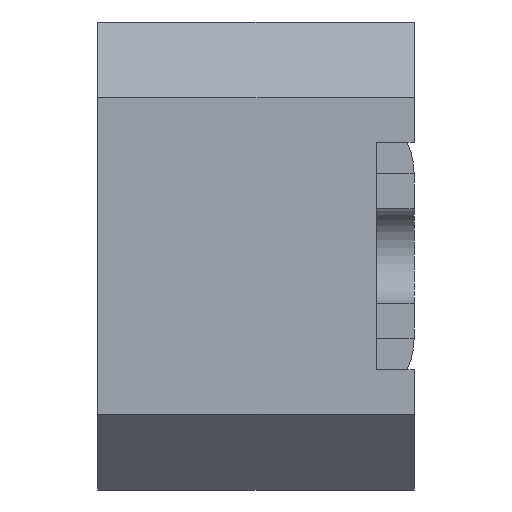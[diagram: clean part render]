
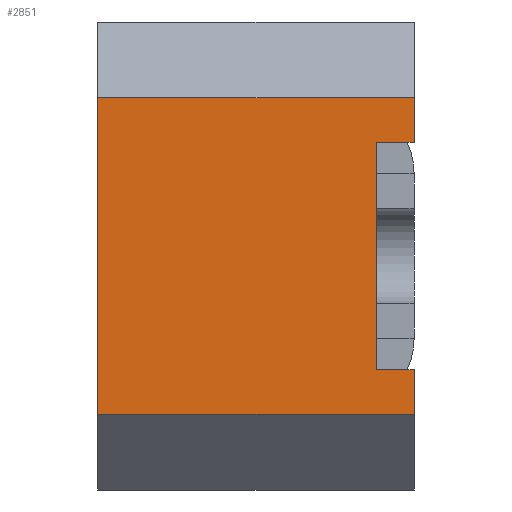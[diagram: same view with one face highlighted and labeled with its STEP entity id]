
A CAD part, left-side view. The second image highlights one B-rep face of the part: STEP entity #2851.
In plain terms, the highlighted planar face has unit normal (-1, 0, 0).
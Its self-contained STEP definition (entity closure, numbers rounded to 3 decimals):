
#8 = ORIENTED_EDGE ( 'NONE', *, *, #1530, .F. ) ;
#315 = CARTESIAN_POINT ( 'NONE',  ( -1.85, -2.2, 0. ) ) ;
#374 = VECTOR ( 'NONE', #2686, 1000. ) ;
#513 = LINE ( 'NONE', #1693, #3114 ) ;
#563 = VERTEX_POINT ( 'NONE', #2593 ) ;
#623 = PLANE ( 'NONE',  #1205 ) ;
#633 = LINE ( 'NONE', #2951, #374 ) ;
#696 = LINE ( 'NONE', #1858, #2794 ) ;
#825 = LINE ( 'NONE', #3111, #2446 ) ;
#872 = VERTEX_POINT ( 'NONE', #3536 ) ;
#941 = DIRECTION ( 'NONE',  ( 0., 0., -1. ) ) ;
#995 = CARTESIAN_POINT ( 'NONE',  ( -1.85, -2.2, 0.9 ) ) ;
#1046 = ORIENTED_EDGE ( 'NONE', *, *, #1629, .F. ) ;
#1114 = VERTEX_POINT ( 'NONE', #2773 ) ;
#1119 = VERTEX_POINT ( 'NONE', #1615 ) ;
#1157 = VECTOR ( 'NONE', #2860, 1000. ) ;
#1168 = EDGE_CURVE ( 'NONE', #1283, #1119, #825, .T. ) ;
#1205 = AXIS2_PLACEMENT_3D ( 'NONE', #1267, #2091, #941 ) ;
#1213 = ORIENTED_EDGE ( 'NONE', *, *, #1916, .F. ) ;
#1267 = CARTESIAN_POINT ( 'NONE',  ( -1.85, -1.25, 0. ) ) ;
#1283 = VERTEX_POINT ( 'NONE', #2553 ) ;
#1329 = EDGE_CURVE ( 'NONE', #563, #1283, #2577, .T. ) ;
#1338 = DIRECTION ( 'NONE',  ( 0., -1., 0. ) ) ;
#1450 = EDGE_CURVE ( 'NONE', #872, #563, #3454, .T. ) ;
#1530 = EDGE_CURVE ( 'NONE', #1685, #3096, #513, .T. ) ;
#1615 = CARTESIAN_POINT ( 'NONE',  ( -1.85, 0., -1.25 ) ) ;
#1629 = EDGE_CURVE ( 'NONE', #1119, #1685, #633, .T. ) ;
#1685 = VERTEX_POINT ( 'NONE', #1853 ) ;
#1690 = LINE ( 'NONE', #2866, #2876 ) ;
#1693 = CARTESIAN_POINT ( 'NONE',  ( -1.85, -1.25, 1.25 ) ) ;
#1853 = CARTESIAN_POINT ( 'NONE',  ( -1.85, 0., 1.25 ) ) ;
#1858 = CARTESIAN_POINT ( 'NONE',  ( -1.85, -2.35, 0.9 ) ) ;
#1916 = EDGE_CURVE ( 'NONE', #3096, #1114, #1690, .T. ) ;
#1963 = DIRECTION ( 'NONE',  ( 0., -1., 0. ) ) ;
#2035 = ORIENTED_EDGE ( 'NONE', *, *, #1168, .F. ) ;
#2091 = DIRECTION ( 'NONE',  ( 1., 0., 0. ) ) ;
#2209 = EDGE_LOOP ( 'NONE', ( #2482, #2544, #2836, #1213, #8, #1046, #2035, #3101 ) ) ;
#2231 = DIRECTION ( 'NONE',  ( 0., 0., -1. ) ) ;
#2312 = DIRECTION ( 'NONE',  ( 0., -1., 0. ) ) ;
#2446 = VECTOR ( 'NONE', #3431, 1000. ) ;
#2482 = ORIENTED_EDGE ( 'NONE', *, *, #1450, .F. ) ;
#2544 = ORIENTED_EDGE ( 'NONE', *, *, #2835, .F. ) ;
#2553 = CARTESIAN_POINT ( 'NONE',  ( -1.85, -2.5, -1.25 ) ) ;
#2577 = LINE ( 'NONE', #3186, #1157 ) ;
#2593 = CARTESIAN_POINT ( 'NONE',  ( -1.85, -2.5, -0.9 ) ) ;
#2680 = VECTOR ( 'NONE', #2729, 1000. ) ;
#2686 = DIRECTION ( 'NONE',  ( 0., 0., 1. ) ) ;
#2729 = DIRECTION ( 'NONE',  ( 0., 0., -1. ) ) ;
#2773 = CARTESIAN_POINT ( 'NONE',  ( -1.85, -2.5, 0.9 ) ) ;
#2794 = VECTOR ( 'NONE', #1338, 1000. ) ;
#2835 = EDGE_CURVE ( 'NONE', #2912, #872, #3276, .T. ) ;
#2836 = ORIENTED_EDGE ( 'NONE', *, *, #3011, .T. ) ;
#2851 = ADVANCED_FACE ( 'NONE', ( #3523 ), #623, .F. ) ;
#2860 = DIRECTION ( 'NONE',  ( 0., 0., -1. ) ) ;
#2866 = CARTESIAN_POINT ( 'NONE',  ( -1.85, -2.5, 0. ) ) ;
#2876 = VECTOR ( 'NONE', #2231, 1000. ) ;
#2912 = VERTEX_POINT ( 'NONE', #995 ) ;
#2951 = CARTESIAN_POINT ( 'NONE',  ( -1.85, 0., 0. ) ) ;
#3011 = EDGE_CURVE ( 'NONE', #2912, #1114, #696, .T. ) ;
#3096 = VERTEX_POINT ( 'NONE', #3121 ) ;
#3101 = ORIENTED_EDGE ( 'NONE', *, *, #1329, .F. ) ;
#3111 = CARTESIAN_POINT ( 'NONE',  ( -1.85, -1.25, -1.25 ) ) ;
#3114 = VECTOR ( 'NONE', #1963, 1000. ) ;
#3121 = CARTESIAN_POINT ( 'NONE',  ( -1.85, -2.5, 1.25 ) ) ;
#3186 = CARTESIAN_POINT ( 'NONE',  ( -1.85, -2.5, 0. ) ) ;
#3276 = LINE ( 'NONE', #315, #2680 ) ;
#3431 = DIRECTION ( 'NONE',  ( 0., 1., 0. ) ) ;
#3454 = LINE ( 'NONE', #3723, #3545 ) ;
#3523 = FACE_OUTER_BOUND ( 'NONE', #2209, .T. ) ;
#3536 = CARTESIAN_POINT ( 'NONE',  ( -1.85, -2.2, -0.9 ) ) ;
#3545 = VECTOR ( 'NONE', #2312, 1000. ) ;
#3723 = CARTESIAN_POINT ( 'NONE',  ( -1.85, -2.35, -0.9 ) ) ;
